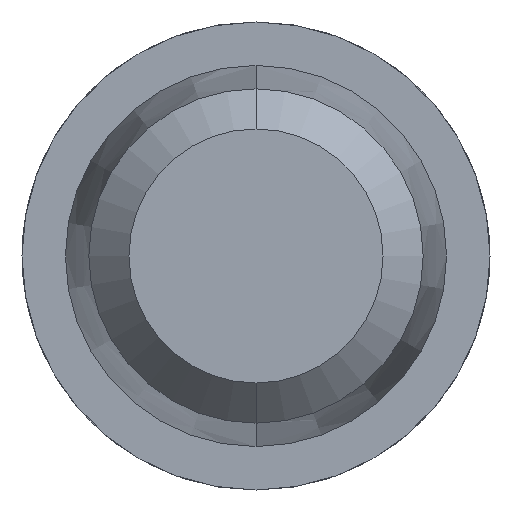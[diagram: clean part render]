
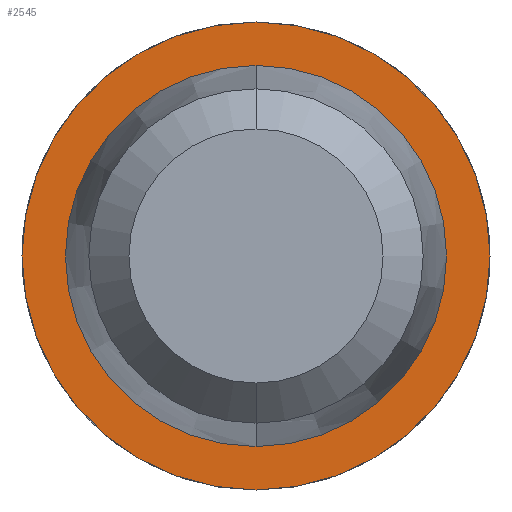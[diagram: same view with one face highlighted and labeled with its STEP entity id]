
A CAD part, front view. The second image highlights one B-rep face of the part: STEP entity #2545.
In plain terms, the highlighted planar face has unit normal (0, -1, 0).
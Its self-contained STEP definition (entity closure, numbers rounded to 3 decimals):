
#204 = EDGE_CURVE ( 'Defeature ausgef�hrt2_9+Defeature ausgef�hrt2_10+Defeature ausgef�hrt2_10+Defeature ausgef�hrt2_10', #2302, #3172, #2967, .T. ) ;
#217 = ORIENTED_EDGE ( 'NONE', *, *, #1338, .T. ) ;
#238 = CARTESIAN_POINT ( 'NONE',  ( 0., 26., 0. ) ) ;
#296 = FACE_BOUND ( 'NONE', #2607, .T. ) ;
#335 = CARTESIAN_POINT ( 'NONE',  ( 0., 26., 0.7 ) ) ;
#350 = VERTEX_POINT ( 'NONE', #335 ) ;
#421 = CARTESIAN_POINT ( 'NONE',  ( 0., 26., 0.57 ) ) ;
#506 = CIRCLE ( 'NONE', #600, 0.7 ) ;
#572 = DIRECTION ( 'NONE',  ( 0., 0., -1. ) ) ;
#600 = AXIS2_PLACEMENT_3D ( 'NONE', #2621, #951, #3286 ) ;
#845 = DIRECTION ( 'NONE',  ( 0., -1., 0. ) ) ;
#853 = ORIENTED_EDGE ( 'NONE', *, *, #3658, .F. ) ;
#951 = DIRECTION ( 'NONE',  ( 0., -1., 0. ) ) ;
#1005 = FACE_OUTER_BOUND ( 'NONE', #2379, .T. ) ;
#1113 = CARTESIAN_POINT ( 'NONE',  ( 0.57, 26., 0. ) ) ;
#1148 = CARTESIAN_POINT ( 'NONE',  ( 0., 26., -0.57 ) ) ;
#1263 = CIRCLE ( 'NONE', #1569, 0.7 ) ;
#1338 = EDGE_CURVE ( 'Defeature ausgef�hrt2_10+Defeature ausgef�hrt2_11+Defeature ausgef�hrt2_11+Defeature ausgef�hrt2_11', #3128, #350, #506, .T. ) ;
#1427 = AXIS2_PLACEMENT_3D ( 'NONE', #1113, #3431, #1462 ) ;
#1428 = CARTESIAN_POINT ( 'NONE',  ( 0., 26., -0.7 ) ) ;
#1462 = DIRECTION ( 'NONE',  ( 0., 0., -1. ) ) ;
#1569 = AXIS2_PLACEMENT_3D ( 'NONE', #238, #4175, #572 ) ;
#1626 = AXIS2_PLACEMENT_3D ( 'NONE', #2361, #3718, #1734 ) ;
#1734 = DIRECTION ( 'NONE',  ( 0., 0., -1. ) ) ;
#1859 = CARTESIAN_POINT ( 'NONE',  ( 0., 26., 0. ) ) ;
#2098 = ORIENTED_EDGE ( 'NONE', *, *, #3257, .T. ) ;
#2212 = AXIS2_PLACEMENT_3D ( 'NONE', #1859, #845, #2484 ) ;
#2302 = VERTEX_POINT ( 'NONE', #421 ) ;
#2361 = CARTESIAN_POINT ( 'NONE',  ( 0., 26., 0. ) ) ;
#2379 = EDGE_LOOP ( 'NONE', ( #217, #2098 ) ) ;
#2484 = DIRECTION ( 'NONE',  ( 0., 0., -1. ) ) ;
#2545 = ADVANCED_FACE ( 'Defeature ausgef�hrt2_10', ( #1005, #296 ), #3444, .T. ) ;
#2607 = EDGE_LOOP ( 'NONE', ( #3405, #853 ) ) ;
#2621 = CARTESIAN_POINT ( 'NONE',  ( 0., 26., 0. ) ) ;
#2967 = CIRCLE ( 'NONE', #2212, 0.57 ) ;
#3128 = VERTEX_POINT ( 'NONE', #1428 ) ;
#3172 = VERTEX_POINT ( 'NONE', #1148 ) ;
#3257 = EDGE_CURVE ( 'Defeature ausgef�hrt2_10+Defeature ausgef�hrt2_11+Defeature ausgef�hrt2_11+Defeature ausgef�hrt2_11', #350, #3128, #1263, .T. ) ;
#3286 = DIRECTION ( 'NONE',  ( 0., 0., -1. ) ) ;
#3405 = ORIENTED_EDGE ( 'NONE', *, *, #204, .F. ) ;
#3431 = DIRECTION ( 'NONE',  ( 0., -1., 0. ) ) ;
#3444 = PLANE ( 'NONE',  #1427 ) ;
#3658 = EDGE_CURVE ( 'Defeature ausgef�hrt2_9+Defeature ausgef�hrt2_10+Defeature ausgef�hrt2_10+Defeature ausgef�hrt2_10', #3172, #2302, #3659, .T. ) ;
#3659 = CIRCLE ( 'NONE', #1626, 0.57 ) ;
#3718 = DIRECTION ( 'NONE',  ( 0., -1., 0. ) ) ;
#4175 = DIRECTION ( 'NONE',  ( 0., -1., 0. ) ) ;
